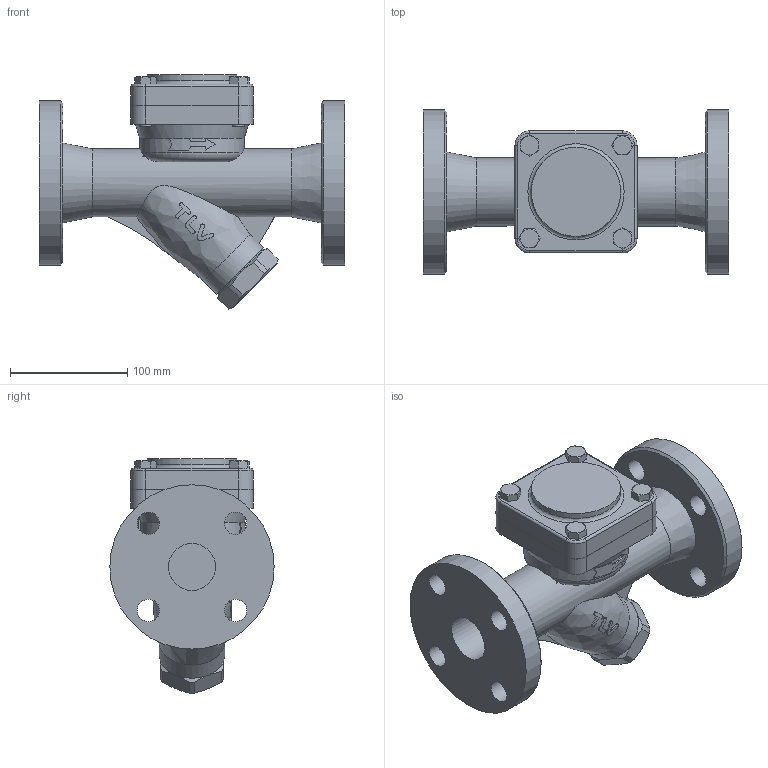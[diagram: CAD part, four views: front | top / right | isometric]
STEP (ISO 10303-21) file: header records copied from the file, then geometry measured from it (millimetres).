
FILE_DESCRIPTION((''),'2;1');
FILE_NAME('a3n00-040-jis10-00.stp','2010-12-06T16:06:34',('nakaot'),(''),'Autodesk Inventor 2008','Autodesk Inventor 2008','');
FILE_SCHEMA(('AUTOMOTIVE_DESIGN { 1 0 10303 214 1 1 1 1 }'));
Length unit declared in the file: millimetre
Products named in the file (1): a3n00-040-jis10-00
Bounding box: 260 x 140 x 199.47 mm (x, y, z)
Volume: 1950047.6 mm3; surface area: 202061 mm2
Topology: 2 solids, 2 shells, 218 faces, 539 edges, 349 vertices
Faces by surface type: plane 96, cylinder 58, cone 30, bspline 27, torus 7
Full cylindrical faces by diameter (mm): 10 x8, 19 x4, 40 x1, 50 x1, 54 x1, 56 x1, 58 x1, 76 x1, 140 x1
Entity records: 8000 total; most frequent: CARTESIAN_POINT 3314, ORIENTED_EDGE 972, DIRECTION 889, EDGE_CURVE 486, AXIS2_PLACEMENT_3D 361, VERTEX_POINT 331, EDGE_LOOP 304, FACE_OUTER_BOUND 218
